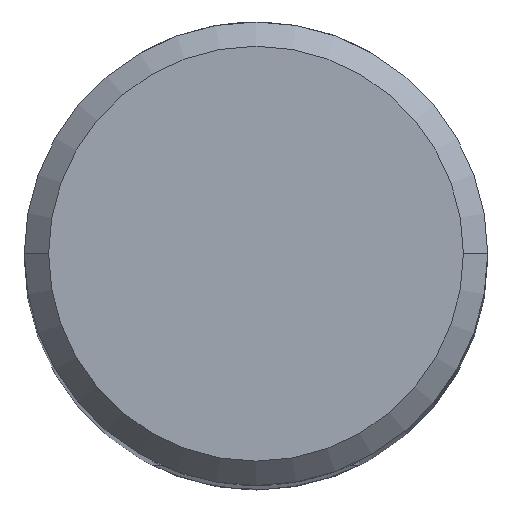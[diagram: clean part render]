
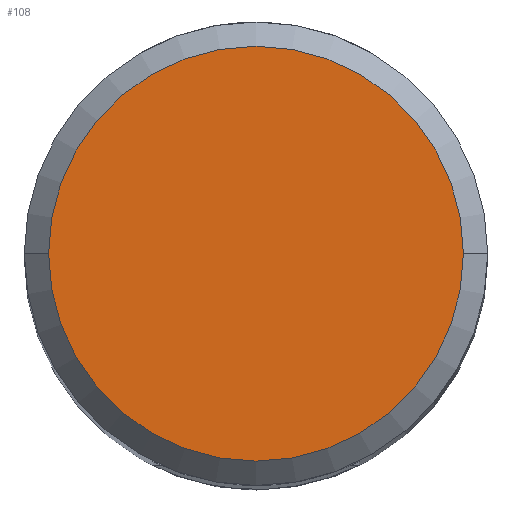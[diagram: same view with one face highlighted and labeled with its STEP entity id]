
A CAD part, top view. The second image highlights one B-rep face of the part: STEP entity #108.
In plain terms, the highlighted planar face has unit normal (0, 0, 1).
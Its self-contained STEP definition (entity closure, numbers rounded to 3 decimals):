
#108=ADVANCED_FACE('',(#133),#120,.F.);
#120=PLANE('',#410);
#133=FACE_OUTER_BOUND('',#159,.T.);
#159=EDGE_LOOP('',(#225,#226));
#225=ORIENTED_EDGE('',*,*,#312,.F.);
#226=ORIENTED_EDGE('',*,*,#325,.F.);
#277=VERTEX_POINT('',#595);
#278=VERTEX_POINT('',#596);
#312=EDGE_CURVE('',#277,#278,#341,.T.);
#325=EDGE_CURVE('',#278,#277,#348,.T.);
#341=CIRCLE('',#397,8.525);
#348=CIRCLE('',#409,8.525);
#397=AXIS2_PLACEMENT_3D('',#594,#467,#468);
#409=AXIS2_PLACEMENT_3D('',#623,#497,#498);
#410=AXIS2_PLACEMENT_3D('',#624,#499,#500);
#467=DIRECTION('',(0.,0.,-1.));
#468=DIRECTION('',(-1.,0.,0.));
#497=DIRECTION('',(0.,0.,-1.));
#498=DIRECTION('',(-1.,0.,0.));
#499=DIRECTION('',(0.,0.,-1.));
#500=DIRECTION('',(1.,0.,0.));
#594=CARTESIAN_POINT('',(0.,0.,0.));
#595=CARTESIAN_POINT('',(-8.525,0.,0.));
#596=CARTESIAN_POINT('',(8.525,0.,0.));
#623=CARTESIAN_POINT('',(0.,0.,0.));
#624=CARTESIAN_POINT('',(0.,8.525,0.));
